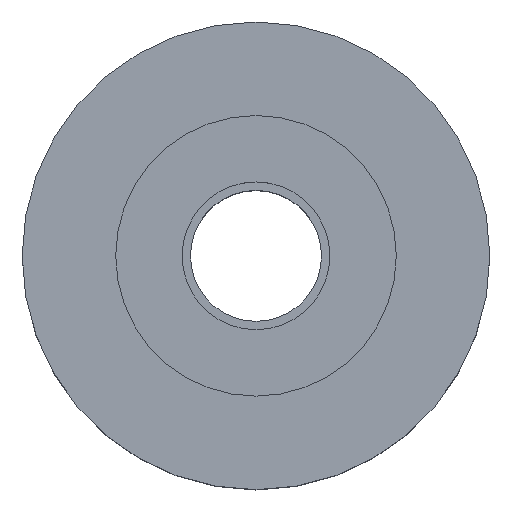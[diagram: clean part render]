
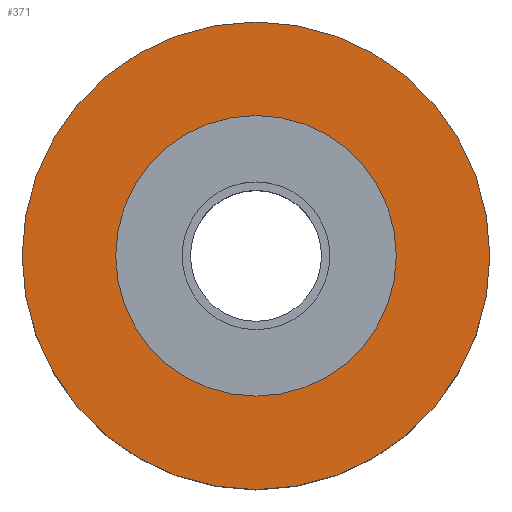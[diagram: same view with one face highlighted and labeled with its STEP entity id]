
A CAD part, top view. The second image highlights one B-rep face of the part: STEP entity #371.
In plain terms, the highlighted planar face has unit normal (0, 0, 1).
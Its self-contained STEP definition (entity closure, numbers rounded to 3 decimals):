
#10 = DIRECTION ( 'NONE',  ( 0., 0., 1. ) ) ;
#48 = DIRECTION ( 'NONE',  ( 1., 0., 0. ) ) ;
#113 = EDGE_CURVE ( 'NONE', #468, #122, #740, .T. ) ;
#117 = AXIS2_PLACEMENT_3D ( 'NONE', #459, #10, #344 ) ;
#122 = VERTEX_POINT ( 'NONE', #481 ) ;
#156 = CARTESIAN_POINT ( 'NONE',  ( 0., 0., 47.5 ) ) ;
#187 = CIRCLE ( 'NONE', #117, 125. ) ;
#188 = ORIENTED_EDGE ( 'NONE', *, *, #434, .F. ) ;
#191 = CARTESIAN_POINT ( 'NONE',  ( 0., 0., 47.5 ) ) ;
#212 = EDGE_CURVE ( 'NONE', #521, #321, #491, .T. ) ;
#248 = CARTESIAN_POINT ( 'NONE',  ( -75., 0., 47.5 ) ) ;
#249 = DIRECTION ( 'NONE',  ( 0., 0., 1. ) ) ;
#276 = CARTESIAN_POINT ( 'NONE',  ( 75., 0., 47.5 ) ) ;
#300 = AXIS2_PLACEMENT_3D ( 'NONE', #439, #249, #669 ) ;
#306 = ORIENTED_EDGE ( 'NONE', *, *, #695, .T. ) ;
#309 = ORIENTED_EDGE ( 'NONE', *, *, #113, .T. ) ;
#321 = VERTEX_POINT ( 'NONE', #248 ) ;
#336 = DIRECTION ( 'NONE',  ( 0., 0., 1. ) ) ;
#344 = DIRECTION ( 'NONE',  ( 1., 0., 0. ) ) ;
#349 = FACE_BOUND ( 'NONE', #684, .T. ) ;
#371 = ADVANCED_FACE ( 'NONE', ( #713, #349 ), #429, .T. ) ;
#429 = PLANE ( 'NONE',  #604 ) ;
#434 = EDGE_CURVE ( 'NONE', #321, #521, #702, .T. ) ;
#436 = AXIS2_PLACEMENT_3D ( 'NONE', #156, #438, #48 ) ;
#438 = DIRECTION ( 'NONE',  ( 0., 0., 1. ) ) ;
#439 = CARTESIAN_POINT ( 'NONE',  ( 0., 0., 47.5 ) ) ;
#459 = CARTESIAN_POINT ( 'NONE',  ( 0., 0., 47.5 ) ) ;
#468 = VERTEX_POINT ( 'NONE', #672 ) ;
#481 = CARTESIAN_POINT ( 'NONE',  ( 125., 0., 47.5 ) ) ;
#491 = CIRCLE ( 'NONE', #653, 75. ) ;
#499 = CARTESIAN_POINT ( 'NONE',  ( 0., 0., 47.5 ) ) ;
#521 = VERTEX_POINT ( 'NONE', #276 ) ;
#531 = DIRECTION ( 'NONE',  ( 0., 0., 1. ) ) ;
#579 = EDGE_LOOP ( 'NONE', ( #309, #306 ) ) ;
#604 = AXIS2_PLACEMENT_3D ( 'NONE', #191, #531, #656 ) ;
#653 = AXIS2_PLACEMENT_3D ( 'NONE', #499, #336, #748 ) ;
#656 = DIRECTION ( 'NONE',  ( 1., 0., 0. ) ) ;
#669 = DIRECTION ( 'NONE',  ( 1., 0., 0. ) ) ;
#672 = CARTESIAN_POINT ( 'NONE',  ( -125., 0., 47.5 ) ) ;
#684 = EDGE_LOOP ( 'NONE', ( #188, #694 ) ) ;
#694 = ORIENTED_EDGE ( 'NONE', *, *, #212, .F. ) ;
#695 = EDGE_CURVE ( 'NONE', #122, #468, #187, .T. ) ;
#702 = CIRCLE ( 'NONE', #436, 75. ) ;
#713 = FACE_OUTER_BOUND ( 'NONE', #579, .T. ) ;
#740 = CIRCLE ( 'NONE', #300, 125. ) ;
#748 = DIRECTION ( 'NONE',  ( 1., 0., 0. ) ) ;
